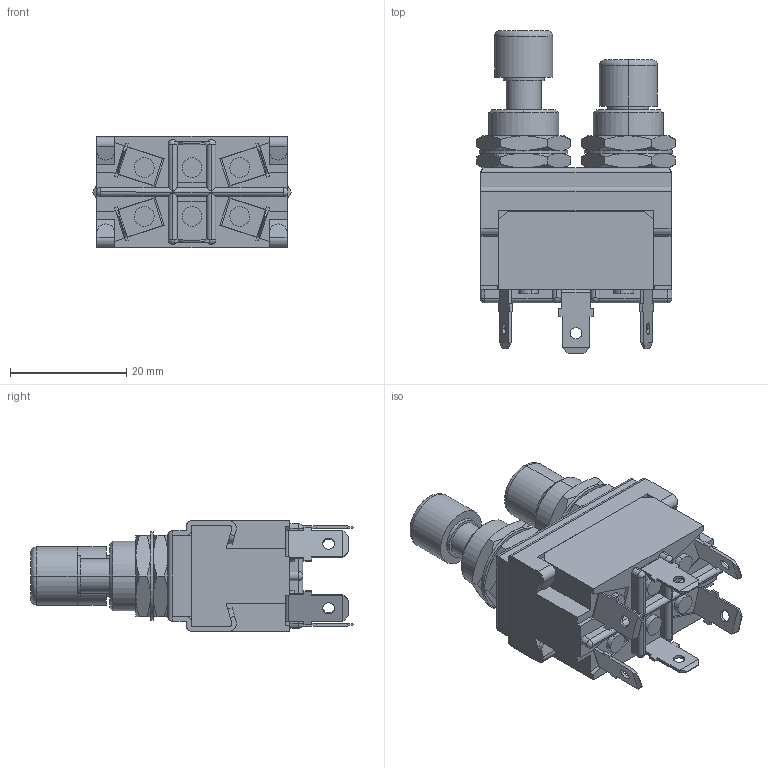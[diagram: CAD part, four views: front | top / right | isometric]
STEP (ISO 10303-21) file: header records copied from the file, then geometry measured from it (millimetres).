
FILE_DESCRIPTION (( 'STEP AP203' ), '1' );
FILE_NAME ('ABN04.STEP', '2020-03-16T00:29:06', ( '' ), ( '' ), 'SwSTEP 2.0', 'SolidWorks 2018', '' );
FILE_SCHEMA (( 'CONFIG_CONTROL_DESIGN' ));
Length unit declared in the file: millimetre
Products named in the file (7): 9803 0458 20(L儚僢僔儍乕)model; 9801 0063 20(ナット)model; ABN04; 働乕僗 2嬌 (A僔儕乕僘); 壓慻 2嬌 4抂巕 (A僔儕乕僘); 4端子 (Aシリーズ); 忋慻 2偮墴偟杢(2嬌) (A僔儕乕僘)
Assembly tree (15 placements, depth 3):
  ABN04
    忋慻 2偮墴偟杢(2嬌) (A僔儕乕僘)
    9801 0063 20(ナット)model  x4
    9803 0458 20(L儚僢僔儍乕)model  x2
    壓慻 2嬌 4抂巕 (A僔儕乕僘)
      働乕僗 2嬌 (A僔儕乕僘)
      4端子 (Aシリーズ)  x6
Bounding box: 34.17 x 55.5 x 19.2 mm (x, y, z)
Volume: 16841.8 mm3; surface area: 10264.5 mm2
Topology: 14 solids, 14 shells, 568 faces, 1429 edges, 908 vertices
Faces by surface type: plane 328, cylinder 178, cone 52, sphere 6, torus 4
Entity records: 10259 total; most frequent: CARTESIAN_POINT 1764, DIRECTION 1612, ORIENTED_EDGE 1548, EDGE_CURVE 774, AXIS2_PLACEMENT_3D 550, LINE 512, VECTOR 512, VERTEX_POINT 494
